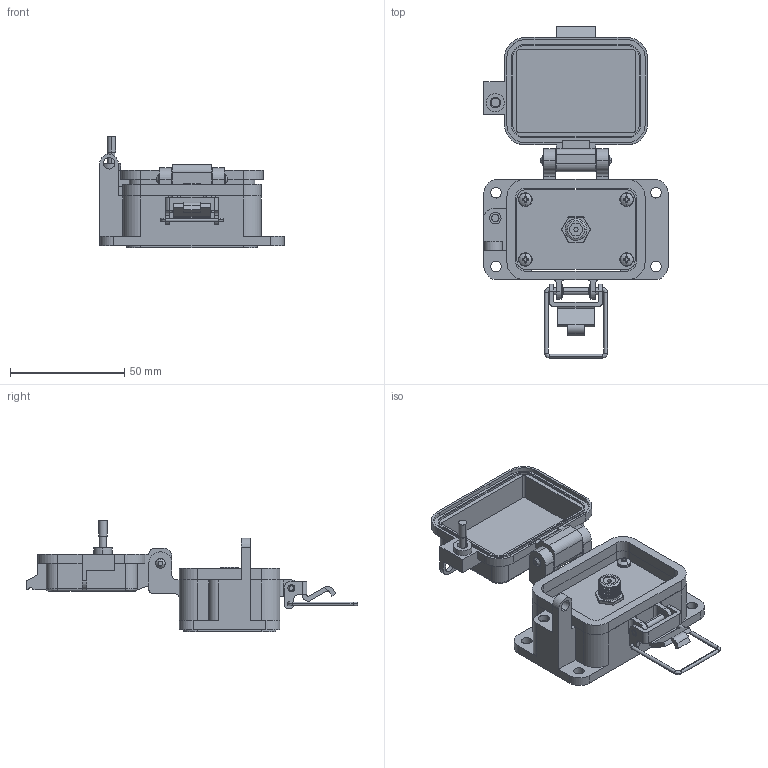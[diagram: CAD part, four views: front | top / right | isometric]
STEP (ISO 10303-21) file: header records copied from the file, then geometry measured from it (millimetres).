
FILE_DESCRIPTION (( 'STEP AP203' ), '1' );
FILE_NAME ('P-Q40-B2RX_3D.STEP', '2022-12-08T15:16:43', ( '' ), ( '' ), 'SwSTEP 2.0', 'SolidWorks 2021', '' );
FILE_SCHEMA (( 'CONFIG_CONTROL_DESIGN' ));
Length unit declared in the file: millimetre
Products named in the file (9): P-Q40-B2RX_FP060_1; Z-BULK-COAXIAL_WASHER; P-Q40-B2RX_TP180_1; Z-BULK-COAXIAL_NUT; -B2; 92005A124_METRIC PAN HEAD PHILLIPS MACHINE SCREW_92005A124; P-Q40-B2RX_3D; Z-BULK-COAXIAL_CONNECTOR; Z-H-B2_B
Assembly tree (11 placements, depth 3):
  P-Q40-B2RX_3D
    -B2
      Z-H-B2_B
    P-Q40-B2RX_FP060_1
    P-Q40-B2RX_TP180_1
    Z-BULK-COAXIAL_CONNECTOR
    Z-BULK-COAXIAL_WASHER
    Z-BULK-COAXIAL_NUT
    92005A124_METRIC PAN HEAD PHILLIPS MACHINE SCREW_92005A124  x4
Bounding box: 80.57 x 145.03 x 48.8 mm (x, y, z)
Volume: 57156.1 mm3; surface area: 47069 mm2
Topology: 19 solids, 19 shells, 1501 faces, 4180 edges, 2728 vertices
Faces by surface type: cylinder 966, plane 374, bspline 60, cone 48, sphere 33, torus 20
Entity records: 39079 total; most frequent: CARTESIAN_POINT 15118, ORIENTED_EDGE 5152, DIRECTION 4523, EDGE_CURVE 2576, VERTEX_POINT 1678, AXIS2_PLACEMENT_3D 1605, VECTOR 1313, LINE 1313
